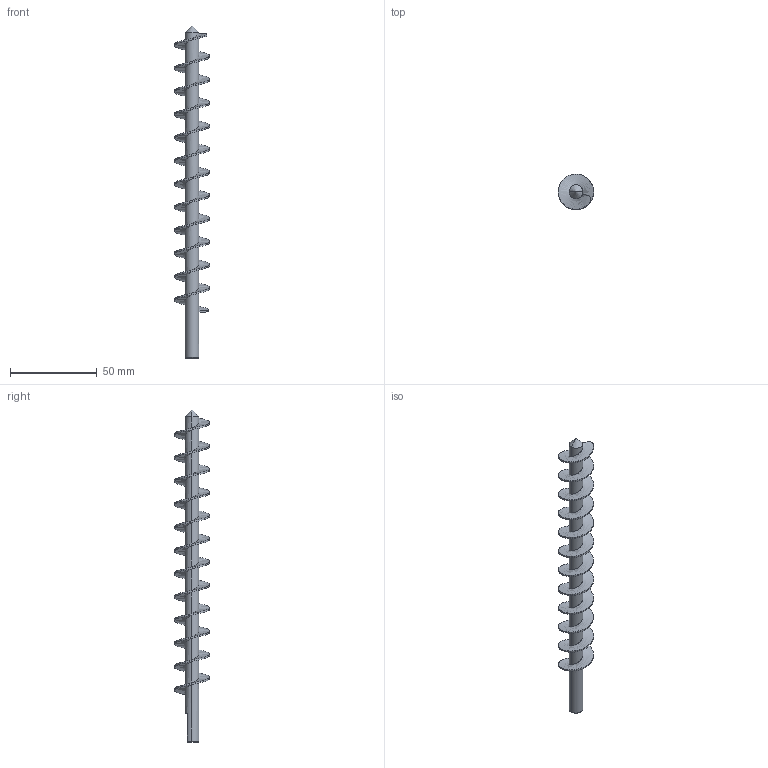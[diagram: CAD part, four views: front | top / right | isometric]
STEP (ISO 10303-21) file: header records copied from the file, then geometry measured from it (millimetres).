
FILE_DESCRIPTION (( 'STEP AP203' ), '1' );
FILE_NAME ('Drill.STEP', '2025-02-20T16:20:58', ( '' ), ( '' ), 'SwSTEP 2.0', 'SolidWorks 2024', '' );
FILE_SCHEMA (( 'CONFIG_CONTROL_DESIGN' ));
Length unit declared in the file: millimetre
Products named in the file (1): Drill
Bounding box: 20.28 x 20.28 x 191.72 mm (x, y, z)
Volume: 12082.2 mm3; surface area: 12054.5 mm2
Topology: 1 solids, 1 shells, 47 faces, 126 edges, 82 vertices
Faces by surface type: cylinder 30, plane 9, cone 5, bspline 3
Entity records: 10413 total; most frequent: CARTESIAN_POINT 9305, ORIENTED_EDGE 252, DIRECTION 171, EDGE_CURVE 126, VERTEX_POINT 82, AXIS2_PLACEMENT_3D 62, EDGE_LOOP 48, LINE 47
